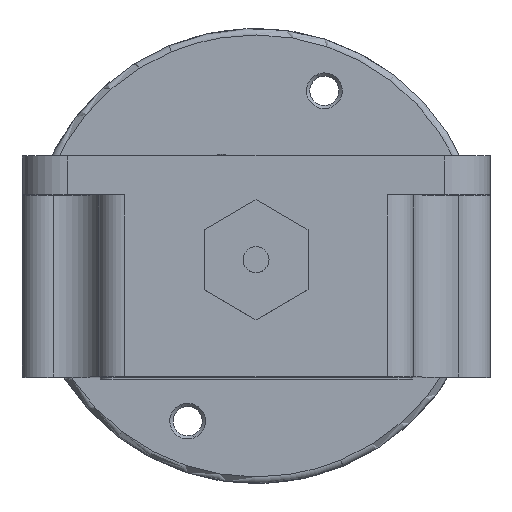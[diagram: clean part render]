
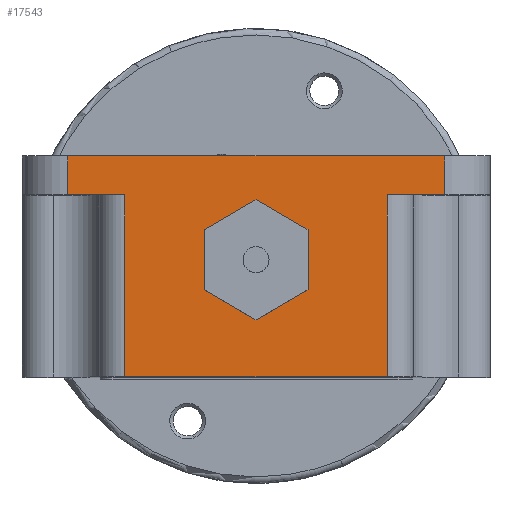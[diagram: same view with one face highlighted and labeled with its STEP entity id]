
A CAD part, top view. The second image highlights one B-rep face of the part: STEP entity #17543.
In plain terms, the highlighted planar face has unit normal (0, 0, 1).
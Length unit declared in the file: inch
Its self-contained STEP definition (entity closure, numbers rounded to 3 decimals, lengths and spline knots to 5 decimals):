
#10 = CARTESIAN_POINT ( 'NONE',  ( 0., 0.63453, -0.59055 ) ) ;
#229 = DIRECTION ( 'NONE',  ( -1., 0., 0. ) ) ;
#387 = VERTEX_POINT ( 'NONE', #16070 ) ;
#737 = CARTESIAN_POINT ( 'NONE',  ( -0.23622, 0.00461, -0.59055 ) ) ;
#773 = VERTEX_POINT ( 'NONE', #16307 ) ;
#1088 = LINE ( 'NONE', #17621, #10482 ) ;
#1239 = EDGE_CURVE ( 'NONE', #10383, #12305, #17051, .T. ) ;
#1281 = LINE ( 'NONE', #9027, #9306 ) ;
#1418 = CARTESIAN_POINT ( 'NONE',  ( 1.14173, 0.63453, -0.59055 ) ) ;
#1561 = VERTEX_POINT ( 'NONE', #6892 ) ;
#1713 = VECTOR ( 'NONE', #15377, 39.37008 ) ;
#2119 = ORIENTED_EDGE ( 'NONE', *, *, #12089, .T. ) ;
#2352 = CIRCLE ( 'NONE', #4652, 0.23622 ) ;
#2828 = ORIENTED_EDGE ( 'NONE', *, *, #16046, .T. ) ;
#2918 = LINE ( 'NONE', #11455, #7541 ) ;
#2964 = LINE ( 'NONE', #10, #1713 ) ;
#3058 = DIRECTION ( 'NONE',  ( 0., 0., -1. ) ) ;
#3239 = DIRECTION ( 'NONE',  ( 0., 0., 1. ) ) ;
#3535 = ORIENTED_EDGE ( 'NONE', *, *, #8589, .T. ) ;
#4178 = ORIENTED_EDGE ( 'NONE', *, *, #8720, .T. ) ;
#4345 = CARTESIAN_POINT ( 'NONE',  ( -1.41732, -0.70405, -0.59055 ) ) ;
#4652 = AXIS2_PLACEMENT_3D ( 'NONE', #7051, #12538, #229 ) ;
#4660 = CARTESIAN_POINT ( 'NONE',  ( 0., 0.00461, -0.59055 ) ) ;
#4992 = VECTOR ( 'NONE', #8155, 39.37008 ) ;
#5120 = EDGE_CURVE ( 'NONE', #11995, #1561, #2918, .T. ) ;
#5528 = EDGE_LOOP ( 'NONE', ( #5861, #2828, #4178, #3535, #15008, #16399, #14578, #2119 ) ) ;
#5633 = EDGE_CURVE ( 'NONE', #773, #12010, #7299, .T. ) ;
#5861 = ORIENTED_EDGE ( 'NONE', *, *, #5633, .T. ) ;
#5977 = DIRECTION ( 'NONE',  ( 0., -1., 0. ) ) ;
#6317 = ORIENTED_EDGE ( 'NONE', *, *, #1239, .T. ) ;
#6404 = CARTESIAN_POINT ( 'NONE',  ( 0.79536, 0.39831, -0.59055 ) ) ;
#6892 = CARTESIAN_POINT ( 'NONE',  ( -1.14173, 0.39831, -0.59055 ) ) ;
#6980 = CARTESIAN_POINT ( 'NONE',  ( -1.41732, 0.39831, -0.59055 ) ) ;
#7051 = CARTESIAN_POINT ( 'NONE',  ( 0., 0.00461, -0.59055 ) ) ;
#7299 = LINE ( 'NONE', #4345, #14450 ) ;
#7536 = FACE_BOUND ( 'NONE', #14066, .T. ) ;
#7541 = VECTOR ( 'NONE', #5977, 39.37008 ) ;
#7965 = VERTEX_POINT ( 'NONE', #6404 ) ;
#8155 = DIRECTION ( 'NONE',  ( 0., 1., 0. ) ) ;
#8245 = LINE ( 'NONE', #6980, #13892 ) ;
#8546 = LINE ( 'NONE', #11247, #10933 ) ;
#8589 = EDGE_CURVE ( 'NONE', #387, #10481, #12378, .T. ) ;
#8713 = PLANE ( 'NONE',  #14774 ) ;
#8720 = EDGE_CURVE ( 'NONE', #7965, #387, #8245, .T. ) ;
#9027 = CARTESIAN_POINT ( 'NONE',  ( 0.79536, 0.63453, -0.59055 ) ) ;
#9300 = AXIS2_PLACEMENT_3D ( 'NONE', #4660, #3058, #9796 ) ;
#9306 = VECTOR ( 'NONE', #11813, 39.37008 ) ;
#9771 = DIRECTION ( 'NONE',  ( 1., 0., 0. ) ) ;
#9796 = DIRECTION ( 'NONE',  ( -1., 0., 0. ) ) ;
#9841 = EDGE_CURVE ( 'NONE', #12305, #10383, #2352, .T. ) ;
#9941 = CARTESIAN_POINT ( 'NONE',  ( 0.23622, 0.00461, -0.59055 ) ) ;
#9983 = CARTESIAN_POINT ( 'NONE',  ( -1.41732, 0.63453, -0.59055 ) ) ;
#10212 = CARTESIAN_POINT ( 'NONE',  ( 1.14173, 0.63453, -0.59055 ) ) ;
#10383 = VERTEX_POINT ( 'NONE', #9941 ) ;
#10481 = VERTEX_POINT ( 'NONE', #10212 ) ;
#10482 = VECTOR ( 'NONE', #13671, 39.37008 ) ;
#10933 = VECTOR ( 'NONE', #12598, 39.37008 ) ;
#11195 = VERTEX_POINT ( 'NONE', #12782 ) ;
#11247 = CARTESIAN_POINT ( 'NONE',  ( -0.79536, 0.63453, -0.59055 ) ) ;
#11455 = CARTESIAN_POINT ( 'NONE',  ( -1.14173, 0.63453, -0.59055 ) ) ;
#11813 = DIRECTION ( 'NONE',  ( 0., 1., 0. ) ) ;
#11995 = VERTEX_POINT ( 'NONE', #16575 ) ;
#12010 = VERTEX_POINT ( 'NONE', #13609 ) ;
#12089 = EDGE_CURVE ( 'NONE', #11195, #773, #8546, .T. ) ;
#12305 = VERTEX_POINT ( 'NONE', #737 ) ;
#12378 = LINE ( 'NONE', #1418, #4992 ) ;
#12538 = DIRECTION ( 'NONE',  ( 0., 0., -1. ) ) ;
#12598 = DIRECTION ( 'NONE',  ( 0., -1., 0. ) ) ;
#12782 = CARTESIAN_POINT ( 'NONE',  ( -0.79536, 0.39831, -0.59055 ) ) ;
#12799 = DIRECTION ( 'NONE',  ( 1., 0., 0. ) ) ;
#13609 = CARTESIAN_POINT ( 'NONE',  ( 0.79536, -0.70405, -0.59055 ) ) ;
#13671 = DIRECTION ( 'NONE',  ( 1., 0., 0. ) ) ;
#13839 = EDGE_CURVE ( 'NONE', #11995, #10481, #2964, .T. ) ;
#13892 = VECTOR ( 'NONE', #9771, 39.37008 ) ;
#14066 = EDGE_LOOP ( 'NONE', ( #17093, #6317 ) ) ;
#14450 = VECTOR ( 'NONE', #12799, 39.37008 ) ;
#14578 = ORIENTED_EDGE ( 'NONE', *, *, #16501, .T. ) ;
#14774 = AXIS2_PLACEMENT_3D ( 'NONE', #9983, #3239, #15646 ) ;
#15008 = ORIENTED_EDGE ( 'NONE', *, *, #13839, .F. ) ;
#15377 = DIRECTION ( 'NONE',  ( 1., 0., 0. ) ) ;
#15646 = DIRECTION ( 'NONE',  ( 1., 0., 0. ) ) ;
#16046 = EDGE_CURVE ( 'NONE', #12010, #7965, #1281, .T. ) ;
#16070 = CARTESIAN_POINT ( 'NONE',  ( 1.14173, 0.39831, -0.59055 ) ) ;
#16307 = CARTESIAN_POINT ( 'NONE',  ( -0.79536, -0.70405, -0.59055 ) ) ;
#16399 = ORIENTED_EDGE ( 'NONE', *, *, #5120, .T. ) ;
#16501 = EDGE_CURVE ( 'NONE', #1561, #11195, #1088, .T. ) ;
#16575 = CARTESIAN_POINT ( 'NONE',  ( -1.14173, 0.63453, -0.59055 ) ) ;
#16831 = FACE_OUTER_BOUND ( 'NONE', #5528, .T. ) ;
#17051 = CIRCLE ( 'NONE', #9300, 0.23622 ) ;
#17093 = ORIENTED_EDGE ( 'NONE', *, *, #9841, .T. ) ;
#17543 = ADVANCED_FACE ( 'NONE', ( #7536, #16831 ), #8713, .T. ) ;
#17621 = CARTESIAN_POINT ( 'NONE',  ( -1.41732, 0.39831, -0.59055 ) ) ;
